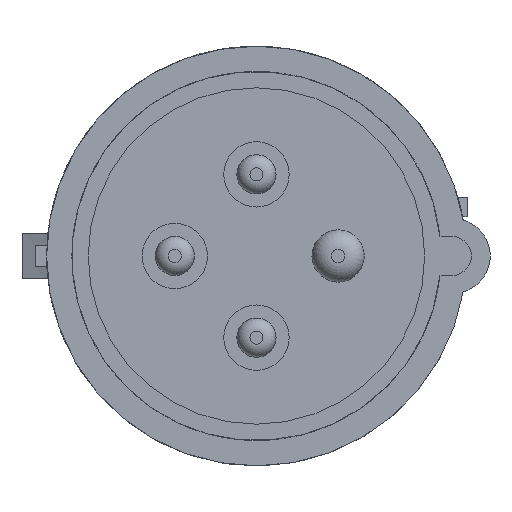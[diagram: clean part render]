
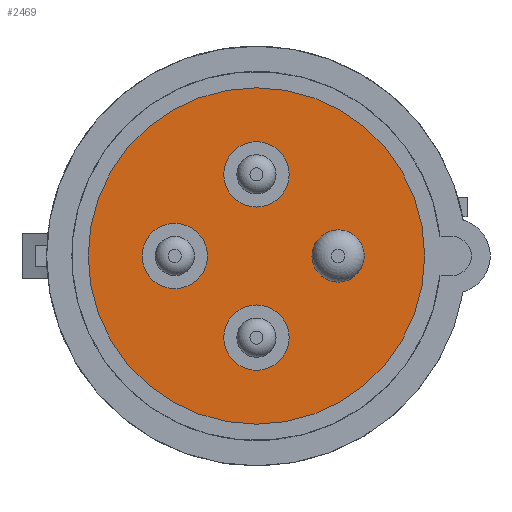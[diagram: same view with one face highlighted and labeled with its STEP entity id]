
A CAD part, front view. The second image highlights one B-rep face of the part: STEP entity #2469.
In plain terms, the highlighted face is planar.
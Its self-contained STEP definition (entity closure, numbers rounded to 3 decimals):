
#6 = FACE_OUTER_BOUND ( 'NONE', #1812, .T. ) ;
#17 = EDGE_CURVE ( 'NONE', #2285, #2285, #782, .T. ) ;
#23 = DIRECTION ( 'NONE',  ( 0., 0., 1. ) ) ;
#86 = CARTESIAN_POINT ( 'NONE',  ( 12.5, 5., 0. ) ) ;
#168 = DIRECTION ( 'NONE',  ( 0., 0., 1. ) ) ;
#189 = EDGE_CURVE ( 'NONE', #2105, #2105, #939, .T. ) ;
#193 = FACE_BOUND ( 'NONE', #2296, .T. ) ;
#243 = VERTEX_POINT ( 'NONE', #1228 ) ;
#378 = CARTESIAN_POINT ( 'NONE',  ( 0., 5., -7.5 ) ) ;
#394 = FACE_BOUND ( 'NONE', #2435, .T. ) ;
#436 = DIRECTION ( 'NONE',  ( 0., 1., 0. ) ) ;
#608 = DIRECTION ( 'NONE',  ( 0., 0., 1. ) ) ;
#621 = AXIS2_PLACEMENT_3D ( 'NONE', #2309, #957, #23 ) ;
#627 = EDGE_CURVE ( 'NONE', #243, #243, #1757, .T. ) ;
#629 = CARTESIAN_POINT ( 'NONE',  ( -12.5, 5., 0. ) ) ;
#631 = CARTESIAN_POINT ( 'NONE',  ( 0., 5., -12.5 ) ) ;
#644 = ORIENTED_EDGE ( 'NONE', *, *, #17, .F. ) ;
#704 = EDGE_LOOP ( 'NONE', ( #2463 ) ) ;
#755 = FACE_BOUND ( 'NONE', #704, .T. ) ;
#774 = CARTESIAN_POINT ( 'NONE',  ( 0., 5., 0. ) ) ;
#782 = CIRCLE ( 'NONE', #1713, 5. ) ;
#816 = ORIENTED_EDGE ( 'NONE', *, *, #2107, .F. ) ;
#939 = CIRCLE ( 'NONE', #2349, 5. ) ;
#957 = DIRECTION ( 'NONE',  ( 0., -1., 0. ) ) ;
#978 = DIRECTION ( 'NONE',  ( 0., 0., -1. ) ) ;
#1040 = AXIS2_PLACEMENT_3D ( 'NONE', #774, #1544, #168 ) ;
#1043 = CIRCLE ( 'NONE', #621, 25.75 ) ;
#1059 = DIRECTION ( 'NONE',  ( 0., 0., 1. ) ) ;
#1114 = CARTESIAN_POINT ( 'NONE',  ( 0., 5., 12.5 ) ) ;
#1228 = CARTESIAN_POINT ( 'NONE',  ( -12.5, 5., 4. ) ) ;
#1242 = CARTESIAN_POINT ( 'NONE',  ( 0., 5., 25.75 ) ) ;
#1258 = VERTEX_POINT ( 'NONE', #1242 ) ;
#1270 = DIRECTION ( 'NONE',  ( 0., 1., 0. ) ) ;
#1362 = FACE_BOUND ( 'NONE', #1425, .T. ) ;
#1394 = ORIENTED_EDGE ( 'NONE', *, *, #189, .F. ) ;
#1425 = EDGE_LOOP ( 'NONE', ( #2330 ) ) ;
#1522 = PLANE ( 'NONE',  #1040 ) ;
#1544 = DIRECTION ( 'NONE',  ( 0., 1., 0. ) ) ;
#1713 = AXIS2_PLACEMENT_3D ( 'NONE', #86, #1270, #1059 ) ;
#1742 = VERTEX_POINT ( 'NONE', #2478 ) ;
#1757 = CIRCLE ( 'NONE', #2430, 4. ) ;
#1767 = DIRECTION ( 'NONE',  ( 0., 1., 0. ) ) ;
#1770 = DIRECTION ( 'NONE',  ( 0., 0., 1. ) ) ;
#1812 = EDGE_LOOP ( 'NONE', ( #816 ) ) ;
#2096 = CIRCLE ( 'NONE', #2180, 5. ) ;
#2105 = VERTEX_POINT ( 'NONE', #378 ) ;
#2107 = EDGE_CURVE ( 'NONE', #1258, #1258, #1043, .T. ) ;
#2180 = AXIS2_PLACEMENT_3D ( 'NONE', #1114, #2328, #978 ) ;
#2285 = VERTEX_POINT ( 'NONE', #2480 ) ;
#2296 = EDGE_LOOP ( 'NONE', ( #1394 ) ) ;
#2309 = CARTESIAN_POINT ( 'NONE',  ( 0., 5., 0. ) ) ;
#2328 = DIRECTION ( 'NONE',  ( 0., 1., 0. ) ) ;
#2330 = ORIENTED_EDGE ( 'NONE', *, *, #627, .F. ) ;
#2349 = AXIS2_PLACEMENT_3D ( 'NONE', #631, #436, #1770 ) ;
#2430 = AXIS2_PLACEMENT_3D ( 'NONE', #629, #1767, #608 ) ;
#2435 = EDGE_LOOP ( 'NONE', ( #644 ) ) ;
#2439 = EDGE_CURVE ( 'NONE', #1742, #1742, #2096, .T. ) ;
#2463 = ORIENTED_EDGE ( 'NONE', *, *, #2439, .F. ) ;
#2469 = ADVANCED_FACE ( 'NONE', ( #1362, #755, #394, #193, #6 ), #1522, .T. ) ;
#2478 = CARTESIAN_POINT ( 'NONE',  ( 0., 5., 7.5 ) ) ;
#2480 = CARTESIAN_POINT ( 'NONE',  ( 12.5, 5., 5. ) ) ;
